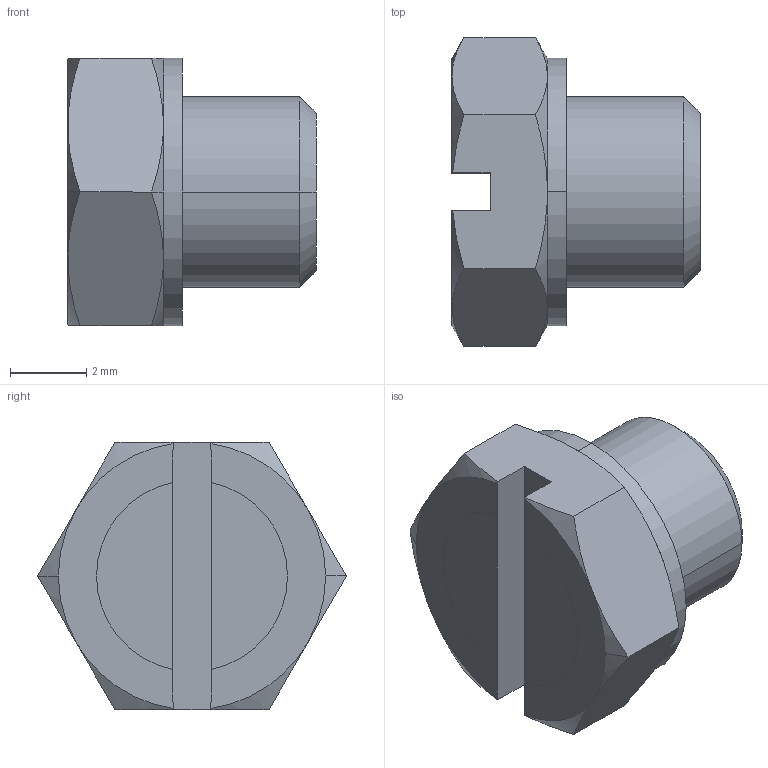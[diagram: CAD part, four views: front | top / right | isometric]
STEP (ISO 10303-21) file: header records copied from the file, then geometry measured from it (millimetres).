
FILE_DESCRIPTION(/* description */ ('VariCAD 2016-1.04 AP-214'),/* implementation_level */ '2;1');
FILE_NAME(/* name */ 'Stopfen_M5.stp',/* time_stamp */ '2016-09-21T21:17:41+02:00',/* author */ (''),/* organization */ (''),/* preprocessor_version */ 'ST-DEVELOPER v14',/* originating_system */ 'VariCAD 2016-1.04; kernel version (20130303)',/* authorisation */ '');
FILE_SCHEMA (('AUTOMOTIVE_DESIGN'));
Length unit declared in the file: millimetre
Products named in the file (2): Stopfen_M5; Stopfen
Assembly tree (1 placements, depth 2):
  Stopfen_M5
    Stopfen
Bounding box: 6.5 x 8.08 x 7 mm (x, y, z)
Volume: 184.5 mm3; surface area: 231.1 mm2
Topology: 1 solids, 1 shells, 32 faces, 86 edges, 58 vertices
Faces by surface type: plane 16, cylinder 8, cone 8
Entity records: 1214 total; most frequent: CARTESIAN_POINT 270, DIRECTION 174, ORIENTED_EDGE 172, EDGE_CURVE 86, AXIS2_PLACEMENT_3D 70, VERTEX_POINT 58, EDGE_LOOP 34, LINE 34
